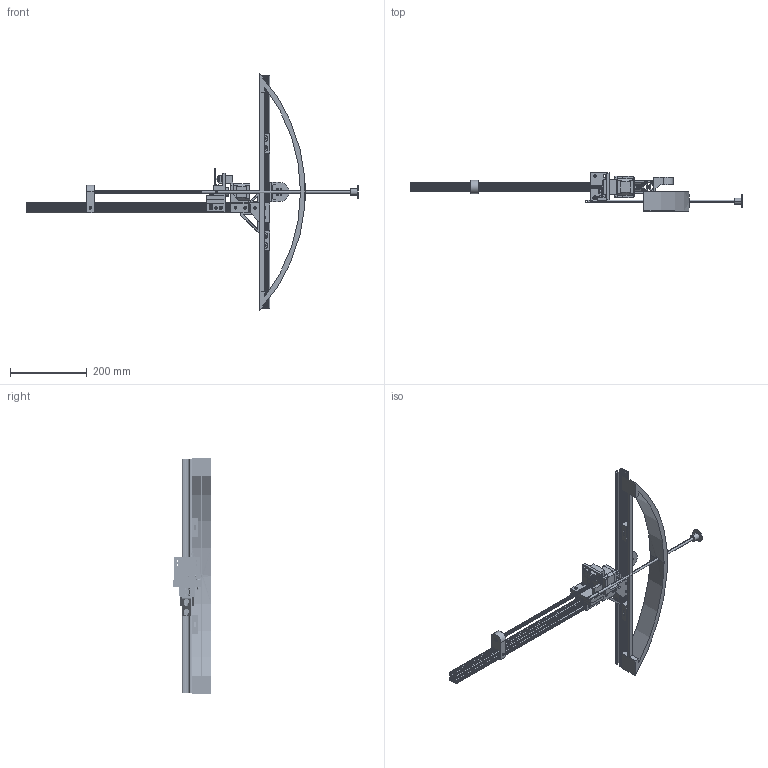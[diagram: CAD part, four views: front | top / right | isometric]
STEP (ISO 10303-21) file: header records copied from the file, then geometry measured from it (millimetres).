
FILE_DESCRIPTION (( 'STEP AP203' ), '1' );
FILE_NAME ('bowMountAssembly.STEP', '2022-02-04T04:30:11', ( '' ), ( '' ), 'SwSTEP 2.0', 'SolidWorks 2021', '' );
FILE_SCHEMA (( 'CONFIG_CONTROL_DESIGN' ));
Length unit declared in the file: inch
Products named in the file (28): bowMountAssembly; 97783A180_97783A180; pan cross head_am_B18.6.7M - M3 x 0.5 x 5 Type I Cross Recessed PHMS --5N.STEP; arrow; Tapa.STEP; Eje.STEP; D946TW; connectRod; bowOffsetMount; Cuerpo.STEP; stepperBracket; carriageNew; bowBarMount; leadScrewHolder; sliderPinServo; 47065T209_ALUMINUM T-SLOTTED FRAMING EXTRUSION_47065T209; 47065T959_T-SLOTTED FRAMING_47065T959; travelingNut; 47065T663_T-SLOTTED FRAMING_47065T663; bow; instrument ball bearing_68_am_AFBMA 12.1.4.1 - 0050-11 - 10,SI,NC,10_68.STEP; 47065T736_T-SLOTTED FRAMING_47065T736; 97763A267_18-8 SS BUTTON HEAD HEX DRIVE SCREWS_97763A267; NEMA 17 with T5 Pulley.STEP; surface bracket_47065T317; NEMA 17 with T5 Pulley; Base.STEP; servoHorn
Assembly tree (34 placements, depth 4):
  bowMountAssembly
    47065T209_ALUMINUM T-SLOTTED FRAMING EXTRUSION_47065T209  x2
    bowBarMount
    bow
    47065T736_T-SLOTTED FRAMING_47065T736
    NEMA 17 with T5 Pulley
      NEMA 17 with T5 Pulley.STEP
        Base.STEP
        Cuerpo.STEP
        Tapa.STEP
        pan cross head_am_B18.6.7M - M3 x 0.5 x 5 Type I Cross Recessed PHMS --5N.STEP  x4
        Eje.STEP
        instrument ball bearing_68_am_AFBMA 12.1.4.1 - 0050-11 - 10,SI,NC,10_68.STEP  x2
      97783A180_97783A180
    travelingNut
    47065T959_T-SLOTTED FRAMING_47065T959
    arrow
    47065T663_T-SLOTTED FRAMING_47065T663
    stepperBracket
    surface bracket_47065T317  x2
    leadScrewHolder
    bowOffsetMount  x2
    carriageNew
    97763A267_18-8 SS BUTTON HEAD HEX DRIVE SCREWS_97763A267
    sliderPinServo
    connectRod
    D946TW
    servoHorn
Bounding box: 865.57 x 100.21 x 615.95 mm (x, y, z)
Volume: 1260499.9 mm3; surface area: 558266.4 mm2
Topology: 35 solids, 35 shells, 1621 faces, 4356 edges, 2837 vertices
Faces by surface type: cylinder 944, plane 563, torus 72, cone 22, sphere 11, bspline 9
Entity records: 82518 total; most frequent: CARTESIAN_POINT 45889, ORIENTED_EDGE 7460, DIRECTION 6436, EDGE_CURVE 3730, VERTEX_POINT 2437, AXIS2_PLACEMENT_3D 2288, VECTOR 1860, LINE 1860
